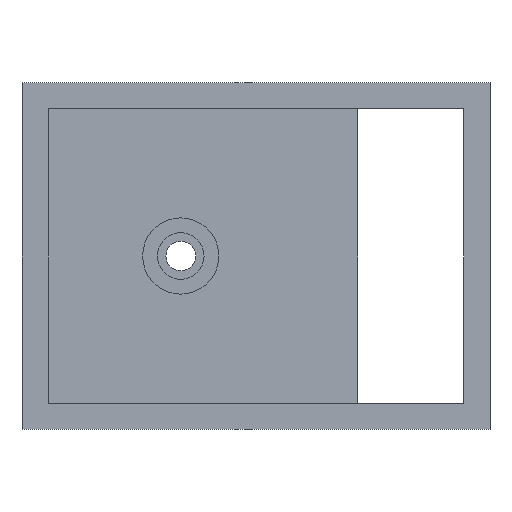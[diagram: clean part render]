
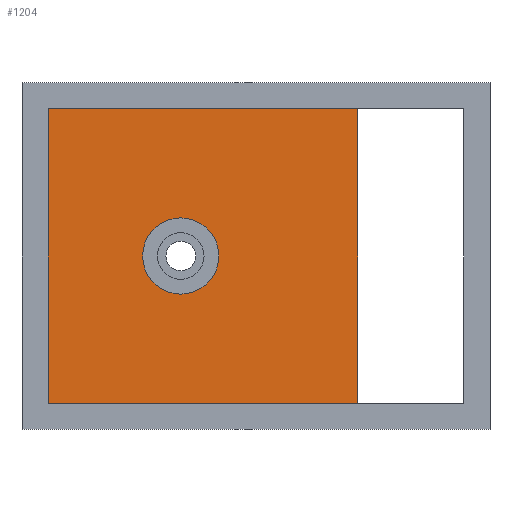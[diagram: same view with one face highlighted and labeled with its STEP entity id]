
A CAD part, front view. The second image highlights one B-rep face of the part: STEP entity #1204.
In plain terms, the highlighted planar face has unit normal (0, -1, 0).
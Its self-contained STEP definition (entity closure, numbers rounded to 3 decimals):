
#46=FACE_BOUND('',#230,.T.);
#102=PLANE('',#1329);
#162=FACE_OUTER_BOUND('',#229,.T.);
#229=EDGE_LOOP('',(#1136,#1137,#1138,#1139));
#230=EDGE_LOOP('',(#1140));
#357=LINE('',#1928,#511);
#365=LINE('',#1944,#519);
#367=LINE('',#1948,#521);
#370=LINE('',#1953,#524);
#511=VECTOR('',#1591,10.);
#519=VECTOR('',#1603,10.);
#521=VECTOR('',#1607,10.);
#524=VECTOR('',#1612,10.);
#545=CIRCLE('',#1316,3.6);
#633=VERTEX_POINT('',#1916);
#637=VERTEX_POINT('',#1925);
#638=VERTEX_POINT('',#1927);
#644=VERTEX_POINT('',#1942);
#645=VERTEX_POINT('',#1947);
#784=EDGE_CURVE('',#633,#633,#545,.T.);
#789=EDGE_CURVE('',#638,#637,#357,.T.);
#797=EDGE_CURVE('',#637,#644,#365,.T.);
#799=EDGE_CURVE('',#644,#645,#367,.T.);
#802=EDGE_CURVE('',#645,#638,#370,.T.);
#1136=ORIENTED_EDGE('',*,*,#789,.T.);
#1137=ORIENTED_EDGE('',*,*,#797,.T.);
#1138=ORIENTED_EDGE('',*,*,#799,.T.);
#1139=ORIENTED_EDGE('',*,*,#802,.T.);
#1140=ORIENTED_EDGE('',*,*,#784,.T.);
#1204=ADVANCED_FACE('',(#162,#46),#102,.F.);
#1316=AXIS2_PLACEMENT_3D('',#1917,#1582,#1583);
#1329=AXIS2_PLACEMENT_3D('',#1982,#1639,#1640);
#1582=DIRECTION('center_axis',(0.,1.,0.));
#1583=DIRECTION('ref_axis',(1.,0.,0.));
#1591=DIRECTION('',(0.,0.,1.));
#1603=DIRECTION('',(-1.,0.,0.));
#1607=DIRECTION('',(0.,0.,-1.));
#1612=DIRECTION('',(1.,0.,0.));
#1639=DIRECTION('center_axis',(0.,1.,0.));
#1640=DIRECTION('ref_axis',(1.,0.,0.));
#1916=CARTESIAN_POINT('',(8.9,0.,16.39));
#1917=CARTESIAN_POINT('Origin',(12.5,0.,16.39));
#1925=CARTESIAN_POINT('',(29.22,0.,30.28));
#1927=CARTESIAN_POINT('',(29.22,0.,2.5));
#1928=CARTESIAN_POINT('',(29.22,0.,9.445));
#1942=CARTESIAN_POINT('',(0.,0.,30.28));
#1944=CARTESIAN_POINT('',(9.805,0.,30.28));
#1947=CARTESIAN_POINT('',(0.,0.,2.5));
#1948=CARTESIAN_POINT('',(0.,0.,9.445));
#1953=CARTESIAN_POINT('',(29.415,0.,2.5));
#1982=CARTESIAN_POINT('Origin',(19.61,0.,16.39));
